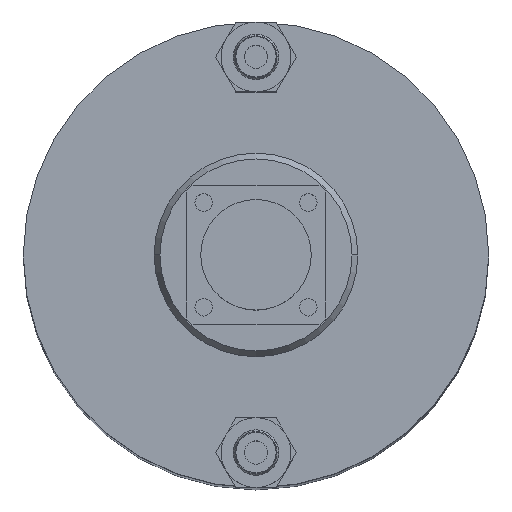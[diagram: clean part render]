
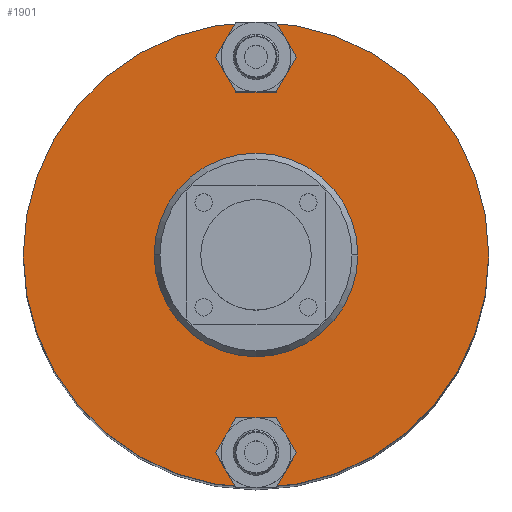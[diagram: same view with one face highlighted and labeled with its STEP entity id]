
A CAD part, top view. The second image highlights one B-rep face of the part: STEP entity #1901.
In plain terms, the highlighted face is planar.
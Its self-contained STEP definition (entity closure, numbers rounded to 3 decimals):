
#98 = ORIENTED_EDGE ( 'NONE', *, *, #2960, .T. ) ;
#172 = CIRCLE ( 'NONE', #1700, 40. ) ;
#482 = CARTESIAN_POINT ( 'NONE',  ( 1.5, 0., 0. ) ) ;
#797 = DIRECTION ( 'NONE',  ( -1., 0., 0. ) ) ;
#851 = EDGE_CURVE ( 'NONE', #4130, #1076, #1051, .T. ) ;
#1051 = CIRCLE ( 'NONE', #1587, 17.5 ) ;
#1076 = VERTEX_POINT ( 'NONE', #3608 ) ;
#1139 = CARTESIAN_POINT ( 'NONE',  ( 1.5, 0., 0. ) ) ;
#1294 = CARTESIAN_POINT ( 'NONE',  ( 1.5, 0., 40. ) ) ;
#1307 = DIRECTION ( 'NONE',  ( 0., 0., -1. ) ) ;
#1380 = AXIS2_PLACEMENT_3D ( 'NONE', #2443, #797, #3799 ) ;
#1443 = VERTEX_POINT ( 'NONE', #1479 ) ;
#1479 = CARTESIAN_POINT ( 'NONE',  ( 1.5, 0., -40. ) ) ;
#1587 = AXIS2_PLACEMENT_3D ( 'NONE', #1139, #4137, #2462 ) ;
#1673 = CIRCLE ( 'NONE', #2290, 40. ) ;
#1688 = DIRECTION ( 'NONE',  ( 1., 0., 0. ) ) ;
#1700 = AXIS2_PLACEMENT_3D ( 'NONE', #4072, #1734, #2053 ) ;
#1703 = VERTEX_POINT ( 'NONE', #1294 ) ;
#1734 = DIRECTION ( 'NONE',  ( 1., 0., 0. ) ) ;
#1797 = EDGE_CURVE ( 'NONE', #1703, #1443, #172, .T. ) ;
#1846 = FACE_BOUND ( 'NONE', #2834, .T. ) ;
#1901 = ADVANCED_FACE ( 'NONE', ( #1846, #4100 ), #3456, .T. ) ;
#1943 = EDGE_LOOP ( 'NONE', ( #2155, #3656 ) ) ;
#2053 = DIRECTION ( 'NONE',  ( 0., 0., -1. ) ) ;
#2154 = CARTESIAN_POINT ( 'NONE',  ( 1.5, 0., -17.5 ) ) ;
#2155 = ORIENTED_EDGE ( 'NONE', *, *, #3306, .F. ) ;
#2169 = DIRECTION ( 'NONE',  ( 1., 0., 0. ) ) ;
#2290 = AXIS2_PLACEMENT_3D ( 'NONE', #2669, #1688, #1307 ) ;
#2443 = CARTESIAN_POINT ( 'NONE',  ( 1.5, 17.5, 0. ) ) ;
#2462 = DIRECTION ( 'NONE',  ( 0., 0., -1. ) ) ;
#2485 = DIRECTION ( 'NONE',  ( 0., 0., -1. ) ) ;
#2669 = CARTESIAN_POINT ( 'NONE',  ( 1.5, 0., 0. ) ) ;
#2834 = EDGE_LOOP ( 'NONE', ( #3340, #98 ) ) ;
#2960 = EDGE_CURVE ( 'NONE', #1076, #4130, #3251, .T. ) ;
#3251 = CIRCLE ( 'NONE', #3874, 17.5 ) ;
#3306 = EDGE_CURVE ( 'NONE', #1443, #1703, #1673, .T. ) ;
#3340 = ORIENTED_EDGE ( 'NONE', *, *, #851, .T. ) ;
#3456 = PLANE ( 'NONE',  #1380 ) ;
#3608 = CARTESIAN_POINT ( 'NONE',  ( 1.5, 0., 17.5 ) ) ;
#3656 = ORIENTED_EDGE ( 'NONE', *, *, #1797, .F. ) ;
#3799 = DIRECTION ( 'NONE',  ( 0., 0., 1. ) ) ;
#3874 = AXIS2_PLACEMENT_3D ( 'NONE', #482, #2169, #2485 ) ;
#4072 = CARTESIAN_POINT ( 'NONE',  ( 1.5, 0., 0. ) ) ;
#4100 = FACE_OUTER_BOUND ( 'NONE', #1943, .T. ) ;
#4130 = VERTEX_POINT ( 'NONE', #2154 ) ;
#4137 = DIRECTION ( 'NONE',  ( 1., 0., 0. ) ) ;
